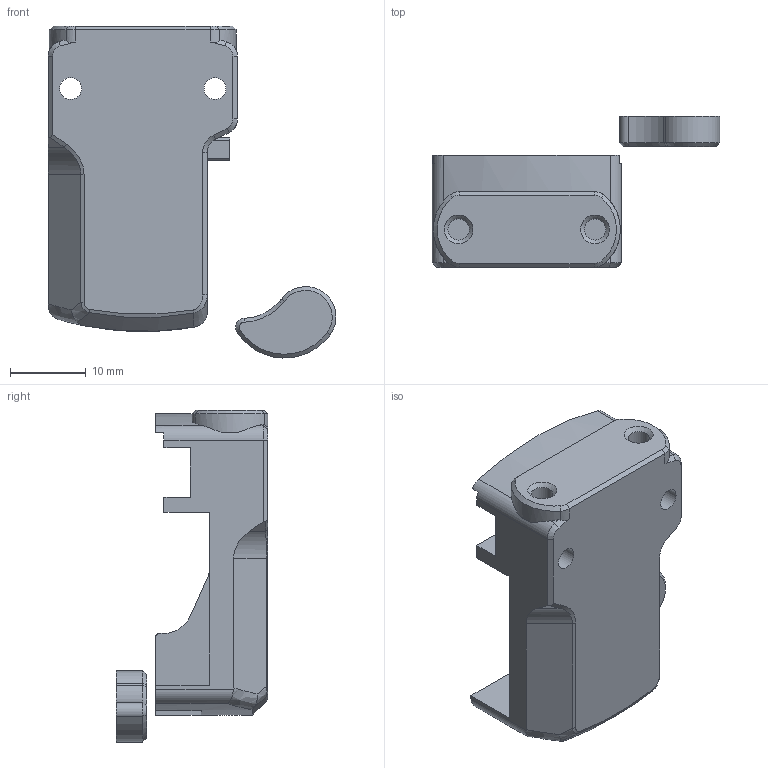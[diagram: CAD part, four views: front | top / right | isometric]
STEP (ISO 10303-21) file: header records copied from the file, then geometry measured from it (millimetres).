
FILE_DESCRIPTION(/* description */ (''),/* implementation_level */ '2;1');
FILE_NAME(/* name */ 'autolevel v3 v2.step',/* time_stamp */ '2020-10-19T13:34:53-03:00',/* author */ (''),/* organization */ (''),/* preprocessor_version */ 'ST-DEVELOPER v18.1',/* originating_system */ 'Autodesk Translation Framework v9.3.0.1241',/* authorisation */ '');
FILE_SCHEMA (('AUTOMOTIVE_DESIGN { 1 0 10303 214 3 1 1 }'));
Length unit declared in the file: metre
Products named in the file (1): autolevel v3
Bounding box: 37.98 x 20 x 43.8 mm (x, y, z)
Volume: 6787.9 mm3; surface area: 5767.9 mm2
Topology: 3 solids, 3 shells, 174 faces, 447 edges, 281 vertices
Faces by surface type: plane 105, cylinder 33, cone 29, bspline 7
Full cylindrical faces by diameter (mm): 2.8 x2, 2.9 x3, 3.3 x1, 4.9 x1
Entity records: 5599 total; most frequent: CARTESIAN_POINT 1327, ORIENTED_EDGE 890, DIRECTION 849, EDGE_CURVE 445, LINE 315, VECTOR 315, VERTEX_POINT 281, AXIS2_PLACEMENT_3D 267
